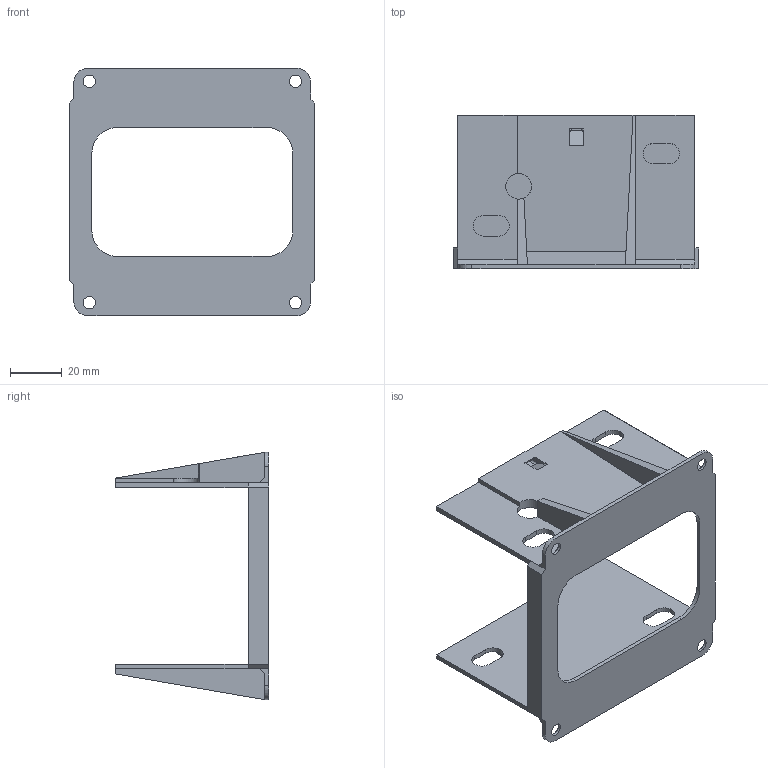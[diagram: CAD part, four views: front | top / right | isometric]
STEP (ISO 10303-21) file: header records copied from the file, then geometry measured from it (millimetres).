
FILE_DESCRIPTION(/* description */ (''),/* implementation_level */ '2;1');
FILE_NAME(/* name */ 'Rak Hotspot Mount.step',/* time_stamp */ '2024-10-28T09:27:30-07:00',/* author */ (''),/* organization */ (''),/* preprocessor_version */ 'ST-DEVELOPER v20',/* originating_system */ 'Autodesk Translation Framework v13.20.0.188',/* authorisation */ '');
FILE_SCHEMA (('AUTOMOTIVE_DESIGN { 1 0 10303 214 3 1 1 }'));
Length unit declared in the file: millimetre
Products named in the file (2): Rak Hotspot Mount; Mount
Assembly tree (1 placements, depth 2):
  Rak Hotspot Mount
    Mount
Bounding box: 95.25 x 59.6 x 96 mm (x, y, z)
Volume: 43958.2 mm3; surface area: 36376.5 mm2
Topology: 1 solids, 1 shells, 134 faces, 368 edges, 231 vertices
Faces by surface type: plane 85, cylinder 39, bspline 4, cone 4, torus 2
Full cylindrical faces by diameter (mm): 4.8 x4, 10 x1
Entity records: 4400 total; most frequent: CARTESIAN_POINT 868, ORIENTED_EDGE 728, DIRECTION 721, EDGE_CURVE 364, LINE 265, VECTOR 265, VERTEX_POINT 231, AXIS2_PLACEMENT_3D 228
